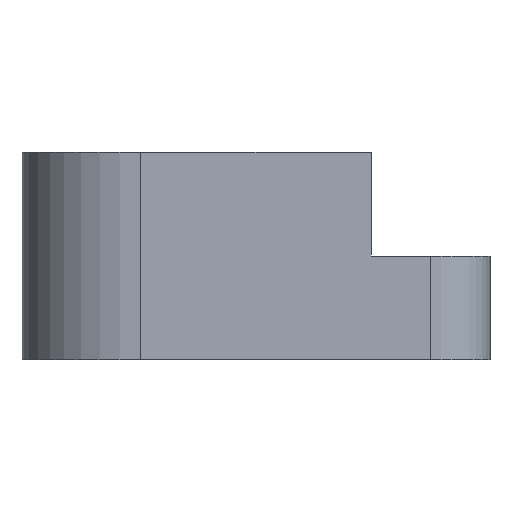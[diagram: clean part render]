
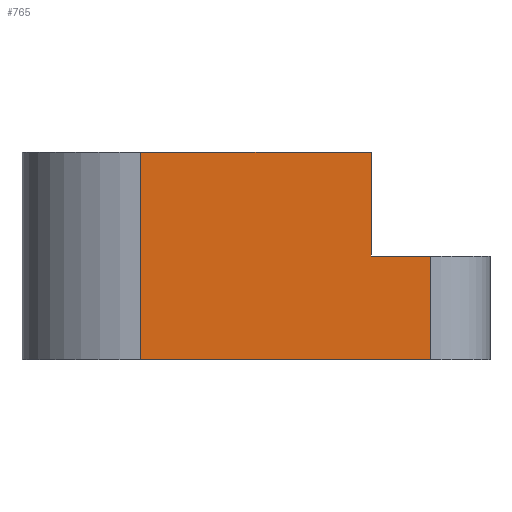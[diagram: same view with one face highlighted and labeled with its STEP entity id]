
A CAD part, left-side view. The second image highlights one B-rep face of the part: STEP entity #765.
In plain terms, the highlighted planar face has unit normal (-1, 0, 0).
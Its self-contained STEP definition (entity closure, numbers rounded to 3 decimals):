
#33=PLANE('',#851);
#123=FACE_OUTER_BOUND('',#172,.T.);
#172=EDGE_LOOP('',(#677,#678,#679,#680,#681,#682));
#229=LINE('',#1514,#284);
#236=LINE('',#1536,#291);
#237=LINE('',#1539,#292);
#252=LINE('',#1716,#307);
#254=LINE('',#1720,#309);
#255=LINE('',#1721,#310);
#284=VECTOR('',#975,10.);
#291=VECTOR('',#998,10.);
#292=VECTOR('',#1001,10.);
#307=VECTOR('',#1040,10.);
#309=VECTOR('',#1044,10.);
#310=VECTOR('',#1045,10.);
#355=VERTEX_POINT('',#1511);
#356=VERTEX_POINT('',#1513);
#363=VERTEX_POINT('',#1534);
#364=VERTEX_POINT('',#1538);
#374=VERTEX_POINT('',#1713);
#376=VERTEX_POINT('',#1719);
#451=EDGE_CURVE('',#356,#355,#229,.T.);
#460=EDGE_CURVE('',#356,#363,#236,.T.);
#461=EDGE_CURVE('',#363,#364,#237,.T.);
#480=EDGE_CURVE('',#355,#374,#252,.T.);
#482=EDGE_CURVE('',#374,#376,#254,.T.);
#483=EDGE_CURVE('',#376,#364,#255,.T.);
#677=ORIENTED_EDGE('',*,*,#460,.F.);
#678=ORIENTED_EDGE('',*,*,#451,.T.);
#679=ORIENTED_EDGE('',*,*,#480,.T.);
#680=ORIENTED_EDGE('',*,*,#482,.T.);
#681=ORIENTED_EDGE('',*,*,#483,.T.);
#682=ORIENTED_EDGE('',*,*,#461,.F.);
#765=ADVANCED_FACE('',(#123),#33,.T.);
#851=AXIS2_PLACEMENT_3D('',#1718,#1042,#1043);
#975=DIRECTION('',(0.,-1.,0.));
#998=DIRECTION('',(0.,0.,1.));
#1001=DIRECTION('',(0.,-1.,0.));
#1040=DIRECTION('',(0.,0.,1.));
#1042=DIRECTION('center_axis',(-1.,0.,0.));
#1043=DIRECTION('ref_axis',(0.,-1.,0.));
#1044=DIRECTION('',(0.,1.,0.));
#1045=DIRECTION('',(0.,0.,1.));
#1511=CARTESIAN_POINT('',(0.,91.111,0.));
#1513=CARTESIAN_POINT('',(0.,140.,0.));
#1514=CARTESIAN_POINT('',(0.,160.,0.));
#1534=CARTESIAN_POINT('',(0.,140.,35.));
#1536=CARTESIAN_POINT('',(0.,140.,0.));
#1538=CARTESIAN_POINT('',(0.,101.111,35.));
#1539=CARTESIAN_POINT('',(0.,160.,35.));
#1713=CARTESIAN_POINT('',(0.,91.111,17.5));
#1716=CARTESIAN_POINT('',(0.,91.111,35.));
#1718=CARTESIAN_POINT('Origin',(0.,160.,0.));
#1719=CARTESIAN_POINT('',(0.,101.111,17.5));
#1720=CARTESIAN_POINT('',(0.,130.556,17.5));
#1721=CARTESIAN_POINT('',(0.,101.111,17.5));
